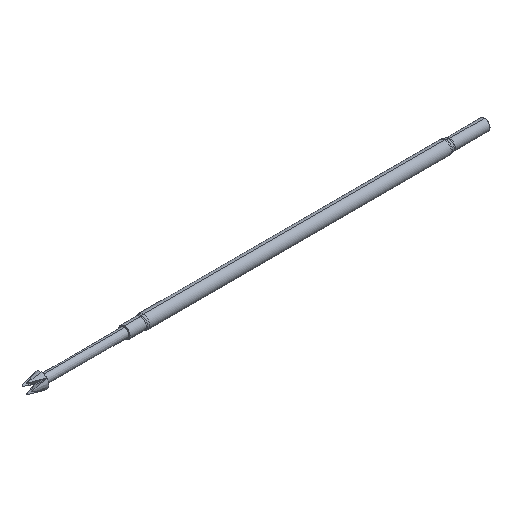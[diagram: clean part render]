
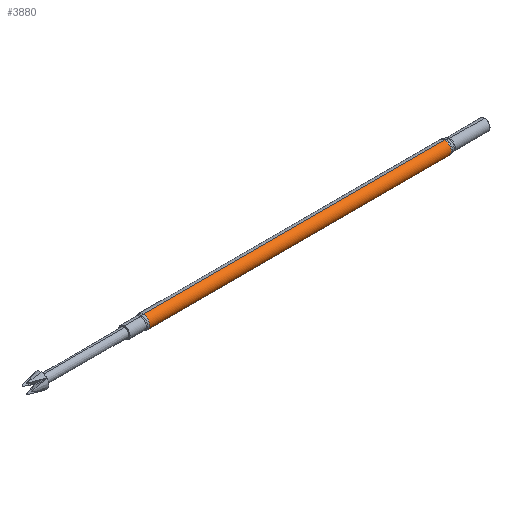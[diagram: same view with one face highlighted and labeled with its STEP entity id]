
A CAD part, isometric view. The second image highlights one B-rep face of the part: STEP entity #3880.
In plain terms, the highlighted cylindrical face has radius 0.51 mm (diameter 1.021 mm), a partial arc.
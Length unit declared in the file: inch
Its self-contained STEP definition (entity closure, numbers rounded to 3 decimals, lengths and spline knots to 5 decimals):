
#100 = AXIS2_PLACEMENT_3D ( 'NONE', #3257, #358, #3298 ) ;
#121 = EDGE_CURVE ( 'NONE', #3733, #1375, #1139, .T. ) ;
#229 = EDGE_CURVE ( 'NONE', #3733, #3528, #3160, .T. ) ;
#277 = VERTEX_POINT ( 'NONE', #1502 ) ;
#352 = CARTESIAN_POINT ( 'NONE',  ( 1.1655, 0., -0.0201 ) ) ;
#358 = DIRECTION ( 'NONE',  ( 1., 0., 0. ) ) ;
#447 = DIRECTION ( 'NONE',  ( 1., 0., 0. ) ) ;
#474 = EDGE_CURVE ( 'NONE', #1375, #277, #1274, .T. ) ;
#649 = CARTESIAN_POINT ( 'NONE',  ( 0.986, 0., 0.0201 ) ) ;
#697 = CARTESIAN_POINT ( 'NONE',  ( 0.05786, 0., -0.0201 ) ) ;
#1067 = CARTESIAN_POINT ( 'NONE',  ( 1.1655, 0., 0. ) ) ;
#1139 = CIRCLE ( 'NONE', #2299, 0.0201 ) ;
#1168 = CARTESIAN_POINT ( 'NONE',  ( 1.1655, 0., 0.0201 ) ) ;
#1274 = LINE ( 'NONE', #352, #2302 ) ;
#1375 = VERTEX_POINT ( 'NONE', #697 ) ;
#1502 = CARTESIAN_POINT ( 'NONE',  ( 0.986, 0., -0.0201 ) ) ;
#1569 = DIRECTION ( 'NONE',  ( 1., 0., 0. ) ) ;
#1659 = DIRECTION ( 'NONE',  ( 0., 0., -1. ) ) ;
#1682 = EDGE_CURVE ( 'NONE', #3528, #277, #3965, .T. ) ;
#1752 = CARTESIAN_POINT ( 'NONE',  ( 0.05786, 0., 0.0201 ) ) ;
#1937 = FACE_OUTER_BOUND ( 'NONE', #3039, .T. ) ;
#2039 = DIRECTION ( 'NONE',  ( 1., 0., 0. ) ) ;
#2299 = AXIS2_PLACEMENT_3D ( 'NONE', #4038, #447, #4015 ) ;
#2302 = VECTOR ( 'NONE', #1569, 39.37008 ) ;
#2469 = DIRECTION ( 'NONE',  ( 1., 0., 0. ) ) ;
#2491 = ORIENTED_EDGE ( 'NONE', *, *, #229, .F. ) ;
#2519 = CYLINDRICAL_SURFACE ( 'NONE', #3621, 0.0201 ) ;
#2638 = ORIENTED_EDGE ( 'NONE', *, *, #1682, .F. ) ;
#2744 = ORIENTED_EDGE ( 'NONE', *, *, #474, .T. ) ;
#2983 = VECTOR ( 'NONE', #2469, 39.37008 ) ;
#3039 = EDGE_LOOP ( 'NONE', ( #2491, #3487, #2744, #2638 ) ) ;
#3160 = LINE ( 'NONE', #1168, #2983 ) ;
#3257 = CARTESIAN_POINT ( 'NONE',  ( 0.986, 0., 0. ) ) ;
#3298 = DIRECTION ( 'NONE',  ( 0., 0., -1. ) ) ;
#3487 = ORIENTED_EDGE ( 'NONE', *, *, #121, .T. ) ;
#3528 = VERTEX_POINT ( 'NONE', #649 ) ;
#3621 = AXIS2_PLACEMENT_3D ( 'NONE', #1067, #2039, #1659 ) ;
#3733 = VERTEX_POINT ( 'NONE', #1752 ) ;
#3880 = ADVANCED_FACE ( 'NONE', ( #1937 ), #2519, .T. ) ;
#3965 = CIRCLE ( 'NONE', #100, 0.0201 ) ;
#4015 = DIRECTION ( 'NONE',  ( 0., 0., -1. ) ) ;
#4038 = CARTESIAN_POINT ( 'NONE',  ( 0.05786, 0., 0. ) ) ;
